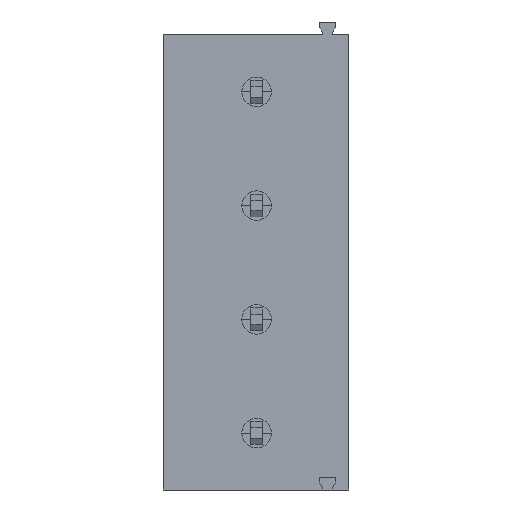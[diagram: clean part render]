
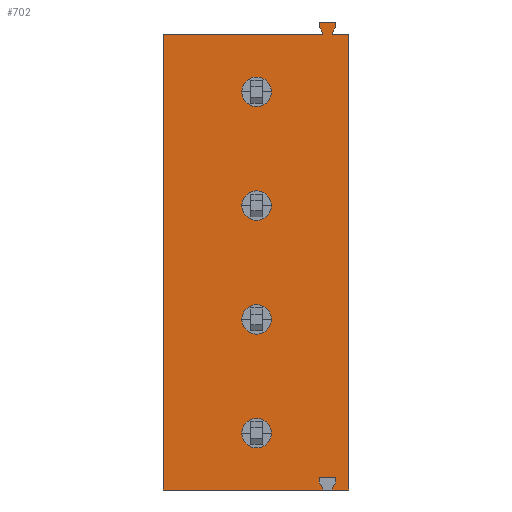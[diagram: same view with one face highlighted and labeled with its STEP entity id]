
A CAD part, front view. The second image highlights one B-rep face of the part: STEP entity #702.
In plain terms, the highlighted planar face has unit normal (0, -1, 0).
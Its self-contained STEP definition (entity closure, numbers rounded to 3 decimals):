
#702=ADVANCED_FACE('',(#1445,#1446,#1447,#1448,#1449),#1450,.T.);
#1445=FACE_OUTER_BOUND('',#2214,.T.);
#1446=FACE_BOUND('',#2215,.T.);
#1447=FACE_BOUND('',#2216,.T.);
#1448=FACE_BOUND('',#2217,.T.);
#1449=FACE_BOUND('',#2218,.T.);
#1450=PLANE('',#2219);
#2214=EDGE_LOOP('',(#4205,#4206,#4207,#4208,#4209,#4210,#4211,#4212,#4213,#4214,#4215,#4216,#4217,#4218,#4219,#4220,#4221,#4222,#4223,#4224));
#2215=EDGE_LOOP('',(#4225,#4226));
#2216=EDGE_LOOP('',(#4227,#4228));
#2217=EDGE_LOOP('',(#4229,#4230));
#2218=EDGE_LOOP('',(#4231,#4232));
#2219=AXIS2_PLACEMENT_3D('',#4233,#4234,#4235);
#4205=ORIENTED_EDGE('',*,*,#4812,.T.);
#4206=ORIENTED_EDGE('',*,*,#5166,.T.);
#4207=ORIENTED_EDGE('',*,*,#5070,.F.);
#4208=ORIENTED_EDGE('',*,*,#5133,.F.);
#4209=ORIENTED_EDGE('',*,*,#4819,.F.);
#4210=ORIENTED_EDGE('',*,*,#5077,.F.);
#4211=ORIENTED_EDGE('',*,*,#5159,.F.);
#4212=ORIENTED_EDGE('',*,*,#5141,.F.);
#4213=ORIENTED_EDGE('',*,*,#5111,.F.);
#4214=ORIENTED_EDGE('',*,*,#5165,.T.);
#4215=ORIENTED_EDGE('',*,*,#4934,.T.);
#4216=ORIENTED_EDGE('',*,*,#4620,.F.);
#4217=ORIENTED_EDGE('',*,*,#4694,.F.);
#4218=ORIENTED_EDGE('',*,*,#4698,.F.);
#4219=ORIENTED_EDGE('',*,*,#4702,.F.);
#4220=ORIENTED_EDGE('',*,*,#4711,.F.);
#4221=ORIENTED_EDGE('',*,*,#4706,.F.);
#4222=ORIENTED_EDGE('',*,*,#4714,.F.);
#4223=ORIENTED_EDGE('',*,*,#4690,.F.);
#4224=ORIENTED_EDGE('',*,*,#4616,.F.);
#4225=ORIENTED_EDGE('',*,*,#4988,.F.);
#4226=ORIENTED_EDGE('',*,*,#5312,.F.);
#4227=ORIENTED_EDGE('',*,*,#5313,.F.);
#4228=ORIENTED_EDGE('',*,*,#5314,.F.);
#4229=ORIENTED_EDGE('',*,*,#5315,.F.);
#4230=ORIENTED_EDGE('',*,*,#5010,.F.);
#4231=ORIENTED_EDGE('',*,*,#5316,.F.);
#4232=ORIENTED_EDGE('',*,*,#4852,.F.);
#4233=CARTESIAN_POINT('',(-4.901,0.0,-16.548));
#4234=DIRECTION('',(-0.0,-1.0,0.0));
#4235=DIRECTION('',(0.,0.0,1.0));
#4616=EDGE_CURVE('',#5542,#5544,#5545,.T.);
#4620=EDGE_CURVE('',#5550,#5552,#5553,.T.);
#4690=EDGE_CURVE('',#5544,#5668,#5669,.T.);
#4694=EDGE_CURVE('',#5674,#5550,#5675,.T.);
#4698=EDGE_CURVE('',#5680,#5674,#5681,.T.);
#4702=EDGE_CURVE('',#5686,#5680,#5687,.T.);
#4706=EDGE_CURVE('',#5692,#5693,#5694,.T.);
#4711=EDGE_CURVE('',#5693,#5686,#5701,.T.);
#4714=EDGE_CURVE('',#5668,#5692,#5704,.T.);
#4812=EDGE_CURVE('',#5542,#5844,#5845,.T.);
#4819=EDGE_CURVE('',#5855,#5850,#5857,.T.);
#4852=EDGE_CURVE('',#5901,#5903,#5904,.T.);
#4934=EDGE_CURVE('',#6011,#5552,#6012,.T.);
#4988=EDGE_CURVE('',#6088,#6089,#6090,.T.);
#5010=EDGE_CURVE('',#6118,#6120,#6121,.T.);
#5070=EDGE_CURVE('',#6189,#6187,#6191,.T.);
#5077=EDGE_CURVE('',#6197,#5855,#6199,.T.);
#5111=EDGE_CURVE('',#6252,#6250,#6254,.T.);
#5133=EDGE_CURVE('',#5850,#6189,#6284,.T.);
#5141=EDGE_CURVE('',#6250,#6292,#6294,.T.);
#5159=EDGE_CURVE('',#6292,#6197,#6312,.T.);
#5165=EDGE_CURVE('',#6252,#6011,#6319,.T.);
#5166=EDGE_CURVE('',#5844,#6187,#6320,.T.);
#5312=EDGE_CURVE('',#6089,#6088,#6537,.T.);
#5313=EDGE_CURVE('',#6538,#6539,#6540,.T.);
#5314=EDGE_CURVE('',#6539,#6538,#6541,.T.);
#5315=EDGE_CURVE('',#6120,#6118,#6542,.T.);
#5316=EDGE_CURVE('',#5903,#5901,#6543,.T.);
#5542=VERTEX_POINT('',#6828);
#5544=VERTEX_POINT('',#6831);
#5545=LINE('',#6832,#6833);
#5550=VERTEX_POINT('',#6840);
#5552=VERTEX_POINT('',#6843);
#5553=LINE('',#6844,#6845);
#5668=VERTEX_POINT('',#7004);
#5669=LINE('',#7005,#7006);
#5674=VERTEX_POINT('',#7013);
#5675=LINE('',#7014,#7015);
#5680=VERTEX_POINT('',#7022);
#5681=LINE('',#7023,#7024);
#5686=VERTEX_POINT('',#7031);
#5687=LINE('',#7032,#7033);
#5692=VERTEX_POINT('',#7040);
#5693=VERTEX_POINT('',#7041);
#5694=LINE('',#7042,#7043);
#5701=LINE('',#7053,#7054);
#5704=LINE('',#7058,#7059);
#5844=VERTEX_POINT('',#7252);
#5845=LINE('',#7253,#7254);
#5850=VERTEX_POINT('',#7261);
#5855=VERTEX_POINT('',#7268);
#5857=LINE('',#7271,#7272);
#5901=VERTEX_POINT('',#7335);
#5903=VERTEX_POINT('',#7338);
#5904=CIRCLE('',#7339,0.65);
#6011=VERTEX_POINT('',#7495);
#6012=LINE('',#7496,#7497);
#6088=VERTEX_POINT('',#7609);
#6089=VERTEX_POINT('',#7610);
#6090=CIRCLE('',#7611,0.65);
#6118=VERTEX_POINT('',#7653);
#6120=VERTEX_POINT('',#7656);
#6121=CIRCLE('',#7657,0.65);
#6187=VERTEX_POINT('',#7751);
#6189=VERTEX_POINT('',#7754);
#6191=LINE('',#7757,#7758);
#6197=VERTEX_POINT('',#7765);
#6199=LINE('',#7768,#7769);
#6250=VERTEX_POINT('',#7833);
#6252=VERTEX_POINT('',#7836);
#6254=LINE('',#7839,#7840);
#6284=LINE('',#7882,#7883);
#6292=VERTEX_POINT('',#7891);
#6294=LINE('',#7894,#7895);
#6312=LINE('',#7921,#7922);
#6319=LINE('',#7930,#7931);
#6320=LINE('',#7932,#7933);
#6537=CIRCLE('',#8213,0.65);
#6538=VERTEX_POINT('',#8214);
#6539=VERTEX_POINT('',#8215);
#6540=CIRCLE('',#8216,0.65);
#6541=CIRCLE('',#8217,0.65);
#6542=CIRCLE('',#8218,0.65);
#6543=CIRCLE('',#8219,0.65);
#6828=CARTESIAN_POINT('',(-7.577,0.0,-0.57));
#6831=CARTESIAN_POINT('',(-0.564,0.0,-0.57));
#6832=CARTESIAN_POINT('',(-39.331,0.0,-0.57));
#6833=VECTOR('',#8415,1.0);
#6840=CARTESIAN_POINT('',(-0.15,0.0,-0.57));
#6843=CARTESIAN_POINT('',(0.573,0.0,-0.57));
#6844=CARTESIAN_POINT('',(-39.331,0.0,-0.57));
#6845=VECTOR('',#8419,1.0);
#7004=CARTESIAN_POINT('',(-0.564,0.0,-0.441));
#7005=CARTESIAN_POINT('',(-0.564,0.0,-0.57));
#7006=VECTOR('',#8497,1.0);
#7013=CARTESIAN_POINT('',(-0.15,0.0,-0.441));
#7014=CARTESIAN_POINT('',(-0.15,0.0,-0.441));
#7015=VECTOR('',#8500,1.0);
#7022=CARTESIAN_POINT('',(0.0,0.0,-0.263));
#7023=CARTESIAN_POINT('',(0.0,0.0,-0.263));
#7024=VECTOR('',#8503,1.0);
#7031=CARTESIAN_POINT('',(0.0,0.0,0.));
#7032=CARTESIAN_POINT('',(0.0,0.0,0.));
#7033=VECTOR('',#8506,1.0);
#7040=CARTESIAN_POINT('',(-0.714,0.0,-0.263));
#7041=CARTESIAN_POINT('',(-0.714,0.0,0.));
#7042=CARTESIAN_POINT('',(-0.714,0.0,-0.263));
#7043=VECTOR('',#8509,1.0);
#7053=CARTESIAN_POINT('',(-0.714,0.0,0.));
#7054=VECTOR('',#8513,1.0);
#7058=CARTESIAN_POINT('',(-0.564,0.0,-0.441));
#7059=VECTOR('',#8515,1.0);
#7252=CARTESIAN_POINT('',(-7.577,0.0,-20.57));
#7253=CARTESIAN_POINT('',(-7.577,0.0,-13.07));
#7254=VECTOR('',#8617,1.0);
#7261=CARTESIAN_POINT('',(-0.714,0.0,-20.263));
#7268=CARTESIAN_POINT('',(-0.714,0.0,-20.0));
#7271=CARTESIAN_POINT('',(-0.714,0.0,-18.07));
#7272=VECTOR('',#8623,1.0);
#7335=CARTESIAN_POINT('',(-2.827,0.0,-3.07));
#7338=CARTESIAN_POINT('',(-4.127,0.0,-3.07));
#7339=AXIS2_PLACEMENT_3D('',#8656,#8657,#8658);
#7495=CARTESIAN_POINT('',(0.573,0.0,-20.57));
#7496=CARTESIAN_POINT('',(0.573,0.0,-18.07));
#7497=VECTOR('',#8729,1.0);
#7609=CARTESIAN_POINT('',(-4.127,0.0,-18.07));
#7610=CARTESIAN_POINT('',(-2.827,0.0,-18.07));
#7611=AXIS2_PLACEMENT_3D('',#8772,#8773,#8774);
#7653=CARTESIAN_POINT('',(-2.827,0.0,-8.07));
#7656=CARTESIAN_POINT('',(-4.127,0.0,-8.07));
#7657=AXIS2_PLACEMENT_3D('',#8793,#8794,#8795);
#7751=CARTESIAN_POINT('',(-0.564,0.0,-20.57));
#7754=CARTESIAN_POINT('',(-0.564,0.0,-20.441));
#7757=CARTESIAN_POINT('',(-0.564,0.0,-18.07));
#7758=VECTOR('',#8841,1.0);
#7765=CARTESIAN_POINT('',(0.0,0.0,-20.0));
#7768=CARTESIAN_POINT('',(-39.331,0.0,-20.0));
#7769=VECTOR('',#8847,1.0);
#7833=CARTESIAN_POINT('',(-0.15,0.0,-20.441));
#7836=CARTESIAN_POINT('',(-0.15,0.0,-20.57));
#7839=CARTESIAN_POINT('',(-0.15,0.0,-18.07));
#7840=VECTOR('',#8893,1.0);
#7882=CARTESIAN_POINT('',(-2.558,0.0,-18.07));
#7883=VECTOR('',#8915,1.0);
#7891=CARTESIAN_POINT('',(0.0,0.0,-20.263));
#7894=CARTESIAN_POINT('',(1.844,0.0,-18.07));
#7895=VECTOR('',#8926,1.0);
#7921=CARTESIAN_POINT('',(0.,0.0,-18.07));
#7922=VECTOR('',#8935,1.0);
#7930=CARTESIAN_POINT('',(-39.331,0.0,-20.57));
#7931=VECTOR('',#8943,1.0);
#7932=CARTESIAN_POINT('',(-39.331,0.0,-20.57));
#7933=VECTOR('',#8944,1.0);
#8213=AXIS2_PLACEMENT_3D('',#9140,#9141,#9142);
#8214=CARTESIAN_POINT('',(-4.127,0.0,-13.07));
#8215=CARTESIAN_POINT('',(-2.827,0.0,-13.07));
#8216=AXIS2_PLACEMENT_3D('',#9143,#9144,#9145);
#8217=AXIS2_PLACEMENT_3D('',#9146,#9147,#9148);
#8218=AXIS2_PLACEMENT_3D('',#9149,#9150,#9151);
#8219=AXIS2_PLACEMENT_3D('',#9152,#9153,#9154);
#8415=DIRECTION('',(1.0,0.0,0.));
#8419=DIRECTION('',(1.0,0.0,0.));
#8497=DIRECTION('',(0.,0.0,1.0));
#8500=DIRECTION('',(0.,0.0,-1.0));
#8503=DIRECTION('',(-0.644,0.0,-0.765));
#8506=DIRECTION('',(0.,0.0,-1.0));
#8509=DIRECTION('',(0.,0.0,1.0));
#8513=DIRECTION('',(1.0,0.0,0.));
#8515=DIRECTION('',(-0.644,0.0,0.765));
#8617=DIRECTION('',(0.,0.0,-1.0));
#8623=DIRECTION('',(0.,0.0,-1.0));
#8656=CARTESIAN_POINT('',(-3.477,0.0,-3.07));
#8657=DIRECTION('',(0.0,-1.0,-0.0));
#8658=DIRECTION('',(-1.0,0.0,0.));
#8729=DIRECTION('',(0.,0.0,1.0));
#8772=CARTESIAN_POINT('',(-3.477,0.0,-18.07));
#8773=DIRECTION('',(0.0,-1.0,-0.0));
#8774=DIRECTION('',(-1.0,0.0,0.));
#8793=CARTESIAN_POINT('',(-3.477,0.0,-8.07));
#8794=DIRECTION('',(0.0,-1.0,-0.0));
#8795=DIRECTION('',(-1.0,0.0,0.));
#8841=DIRECTION('',(0.,0.0,-1.0));
#8847=DIRECTION('',(-1.0,0.0,0.));
#8893=DIRECTION('',(0.,0.0,1.0));
#8915=DIRECTION('',(0.644,0.0,-0.765));
#8926=DIRECTION('',(0.644,0.0,0.765));
#8935=DIRECTION('',(0.,0.0,1.0));
#8943=DIRECTION('',(1.0,0.0,0.));
#8944=DIRECTION('',(1.0,0.0,0.));
#9140=CARTESIAN_POINT('',(-3.477,0.0,-18.07));
#9141=DIRECTION('',(0.0,-1.0,-0.0));
#9142=DIRECTION('',(-1.0,0.0,0.));
#9143=CARTESIAN_POINT('',(-3.477,0.0,-13.07));
#9144=DIRECTION('',(0.0,-1.0,-0.0));
#9145=DIRECTION('',(-1.0,0.0,0.));
#9146=CARTESIAN_POINT('',(-3.477,0.0,-13.07));
#9147=DIRECTION('',(0.0,-1.0,-0.0));
#9148=DIRECTION('',(-1.0,0.0,0.));
#9149=CARTESIAN_POINT('',(-3.477,0.0,-8.07));
#9150=DIRECTION('',(0.0,-1.0,-0.0));
#9151=DIRECTION('',(-1.0,0.0,0.));
#9152=CARTESIAN_POINT('',(-3.477,0.0,-3.07));
#9153=DIRECTION('',(0.0,-1.0,-0.0));
#9154=DIRECTION('',(-1.0,0.0,0.));
